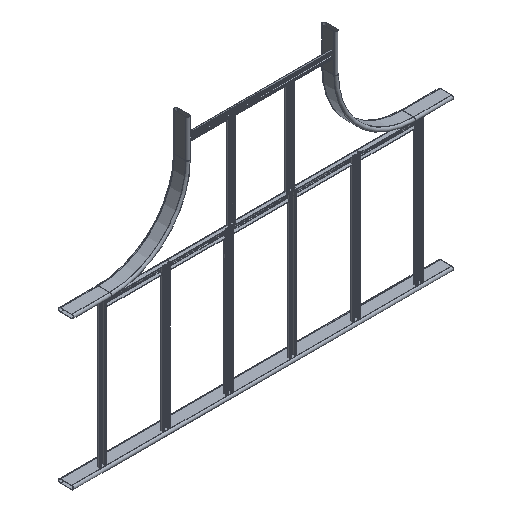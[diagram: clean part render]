
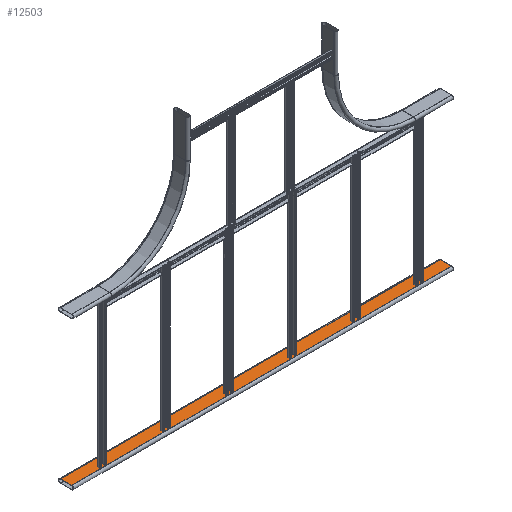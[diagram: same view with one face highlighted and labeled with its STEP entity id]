
A CAD part, isometric view. The second image highlights one B-rep face of the part: STEP entity #12503.
In plain terms, the highlighted planar face has unit normal (0, 0, 1).
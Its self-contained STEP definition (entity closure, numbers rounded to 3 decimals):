
#89 = PLANE ( 'NONE',  #21072 ) ;
#1725 = CARTESIAN_POINT ( 'NONE',  ( -750., 22.5, 7.5 ) ) ;
#4823 = VECTOR ( 'NONE', #12917, 1000. ) ;
#5667 = EDGE_CURVE ( 'NONE', #6655, #7421, #8455, .T. ) ;
#6340 = ORIENTED_EDGE ( 'NONE', *, *, #10295, .F. ) ;
#6655 = VERTEX_POINT ( 'NONE', #18605 ) ;
#7201 = EDGE_CURVE ( 'NONE', #6655, #7974, #18722, .T. ) ;
#7421 = VERTEX_POINT ( 'NONE', #1725 ) ;
#7490 = DIRECTION ( 'NONE',  ( -1., 0., 0. ) ) ;
#7727 = VECTOR ( 'NONE', #37142, 1000. ) ;
#7974 = VERTEX_POINT ( 'NONE', #27339 ) ;
#8052 = EDGE_LOOP ( 'NONE', ( #17237, #6340, #23763, #15577 ) ) ;
#8455 = LINE ( 'NONE', #8818, #26968 ) ;
#8551 = VECTOR ( 'NONE', #47653, 1000. ) ;
#8818 = CARTESIAN_POINT ( 'NONE',  ( -750., -22.5, 7.5 ) ) ;
#9147 = VERTEX_POINT ( 'NONE', #9893 ) ;
#9893 = CARTESIAN_POINT ( 'NONE',  ( 750., 22.5, 7.5 ) ) ;
#10295 = EDGE_CURVE ( 'NONE', #7421, #9147, #47919, .T. ) ;
#12503 = ADVANCED_FACE ( 'NONE', ( #18179 ), #89, .F. ) ;
#12917 = DIRECTION ( 'NONE',  ( 0., 1., 0. ) ) ;
#14312 = CARTESIAN_POINT ( 'NONE',  ( -750., 22.5, 7.5 ) ) ;
#15577 = ORIENTED_EDGE ( 'NONE', *, *, #7201, .T. ) ;
#17237 = ORIENTED_EDGE ( 'NONE', *, *, #20758, .T. ) ;
#18179 = FACE_OUTER_BOUND ( 'NONE', #8052, .T. ) ;
#18605 = CARTESIAN_POINT ( 'NONE',  ( -750., -22.5, 7.5 ) ) ;
#18722 = LINE ( 'NONE', #25961, #7727 ) ;
#20758 = EDGE_CURVE ( 'NONE', #7974, #9147, #30869, .T. ) ;
#21072 = AXIS2_PLACEMENT_3D ( 'NONE', #44371, #29641, #7490 ) ;
#23763 = ORIENTED_EDGE ( 'NONE', *, *, #5667, .F. ) ;
#25961 = CARTESIAN_POINT ( 'NONE',  ( -750., -22.5, 7.5 ) ) ;
#26968 = VECTOR ( 'NONE', #27258, 1000. ) ;
#27258 = DIRECTION ( 'NONE',  ( 0., 1., 0. ) ) ;
#27339 = CARTESIAN_POINT ( 'NONE',  ( 750., -22.5, 7.5 ) ) ;
#29641 = DIRECTION ( 'NONE',  ( 0., 0., -1. ) ) ;
#30869 = LINE ( 'NONE', #31566, #4823 ) ;
#31566 = CARTESIAN_POINT ( 'NONE',  ( 750., -22.5, 7.5 ) ) ;
#37142 = DIRECTION ( 'NONE',  ( 1., 0., 0. ) ) ;
#44371 = CARTESIAN_POINT ( 'NONE',  ( -750., -22.5, 7.5 ) ) ;
#47653 = DIRECTION ( 'NONE',  ( 1., 0., 0. ) ) ;
#47919 = LINE ( 'NONE', #14312, #8551 ) ;
